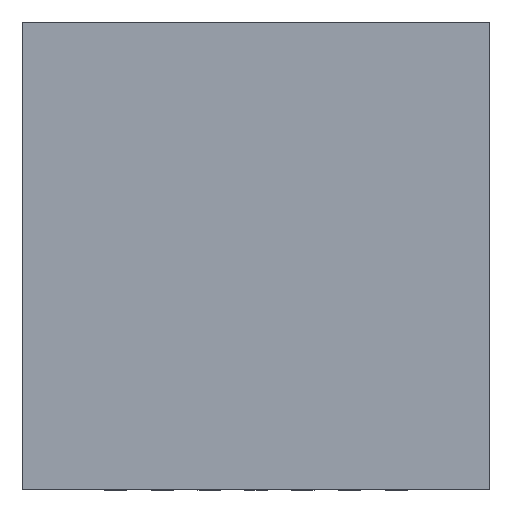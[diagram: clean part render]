
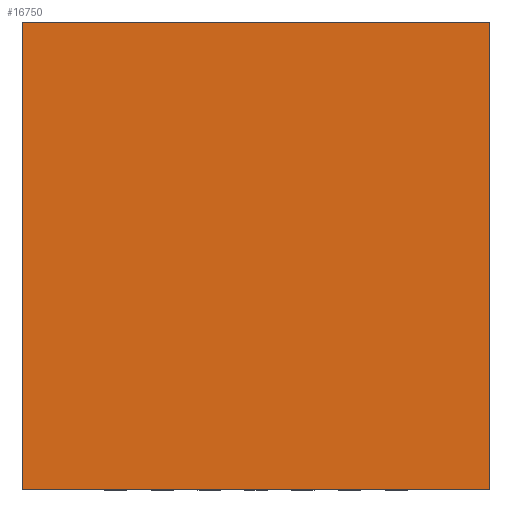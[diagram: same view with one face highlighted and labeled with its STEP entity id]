
A CAD part, top view. The second image highlights one B-rep face of the part: STEP entity #16750.
In plain terms, the highlighted face is planar.
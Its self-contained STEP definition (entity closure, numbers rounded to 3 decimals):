
#12753=DIRECTION('',(0.,0.,1.));
#12754=VECTOR('',#12753,5.);
#12755=CARTESIAN_POINT('',(-2.5,0.975,-2.5));
#12756=LINE('',#12755,#12754);
#12760=DIRECTION('',(-1.,0.,0.));
#12761=VECTOR('',#12760,5.);
#12762=CARTESIAN_POINT('',(2.5,0.975,-2.5));
#12763=LINE('',#12762,#12761);
#12767=DIRECTION('',(0.,0.,-1.));
#12768=VECTOR('',#12767,5.);
#12769=CARTESIAN_POINT('',(2.5,0.975,2.5));
#12770=LINE('',#12769,#12768);
#12774=DIRECTION('',(1.,0.,0.));
#12775=VECTOR('',#12774,5.);
#12776=CARTESIAN_POINT('',(-2.5,0.975,2.5));
#12777=LINE('',#12776,#12775);
#13911=CARTESIAN_POINT('',(-2.5,0.975,-2.5));
#13912=CARTESIAN_POINT('',(-2.5,0.975,2.5));
#13913=VERTEX_POINT('',#13911);
#13914=VERTEX_POINT('',#13912);
#13915=CARTESIAN_POINT('',(2.5,0.975,2.5));
#13916=VERTEX_POINT('',#13915);
#13917=CARTESIAN_POINT('',(2.5,0.975,-2.5));
#13918=VERTEX_POINT('',#13917);
#16739=CARTESIAN_POINT('',(0.,0.975,0.));
#16740=DIRECTION('',(0.,1.,0.));
#16741=DIRECTION('',(1.,0.,0.));
#16742=AXIS2_PLACEMENT_3D('',#16739,#16740,#16741);
#16743=PLANE('',#16742);
#16744=ORIENTED_EDGE('',*,*,#15161,.F.);
#16745=ORIENTED_EDGE('',*,*,#15302,.F.);
#16746=ORIENTED_EDGE('',*,*,#15964,.F.);
#16747=ORIENTED_EDGE('',*,*,#16583,.F.);
#16748=EDGE_LOOP('',(#16744,#16745,#16746,#16747));
#16749=FACE_OUTER_BOUND('',#16748,.F.);
#15161=EDGE_CURVE('',#13913,#13914,#12756,.T.);
#15302=EDGE_CURVE('',#13918,#13913,#12763,.T.);
#15964=EDGE_CURVE('',#13916,#13918,#12770,.T.);
#16583=EDGE_CURVE('',#13914,#13916,#12777,.T.);
#16750=ADVANCED_FACE('',(#16749),#16743,.T.);
